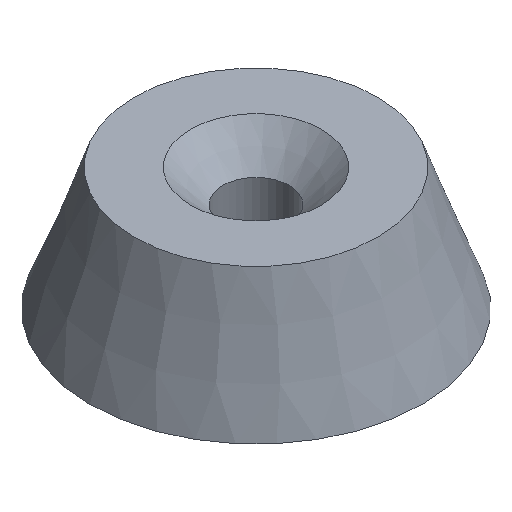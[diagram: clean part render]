
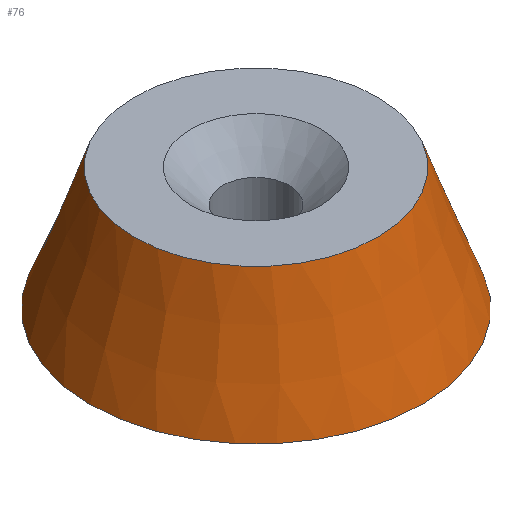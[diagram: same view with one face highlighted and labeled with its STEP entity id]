
A CAD part, isometric view. The second image highlights one B-rep face of the part: STEP entity #76.
In plain terms, the highlighted conical face has half-angle 20 degrees and reference radius 9.5 mm.
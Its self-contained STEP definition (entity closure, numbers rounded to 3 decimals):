
#22=FACE_OUTER_BOUND('',#27,.T.);
#27=EDGE_LOOP('',(#64,#65,#66,#67));
#34=LINE('',#143,#37);
#37=VECTOR('',#121,9.5);
#41=CIRCLE('',#99,6.952);
#42=CIRCLE('',#100,9.5);
#46=VERTEX_POINT('',#140);
#47=VERTEX_POINT('',#142);
#53=EDGE_CURVE('',#46,#46,#41,.T.);
#54=EDGE_CURVE('',#46,#47,#34,.T.);
#55=EDGE_CURVE('',#47,#47,#42,.T.);
#64=ORIENTED_EDGE('',*,*,#53,.T.);
#65=ORIENTED_EDGE('',*,*,#54,.T.);
#66=ORIENTED_EDGE('',*,*,#55,.T.);
#67=ORIENTED_EDGE('',*,*,#54,.F.);
#73=CONICAL_SURFACE('',#98,9.5,0.349);
#76=ADVANCED_FACE('',(#22),#73,.T.);
#98=AXIS2_PLACEMENT_3D('',#139,#117,#118);
#99=AXIS2_PLACEMENT_3D('',#141,#119,#120);
#100=AXIS2_PLACEMENT_3D('',#144,#122,#123);
#117=DIRECTION('center_axis',(0.,0.,-1.));
#118=DIRECTION('ref_axis',(1.,0.,0.));
#119=DIRECTION('center_axis',(0.,0.,-1.));
#120=DIRECTION('ref_axis',(1.,0.,0.));
#121=DIRECTION('',(-0.342,0.,-0.94));
#122=DIRECTION('center_axis',(0.,0.,1.));
#123=DIRECTION('ref_axis',(1.,0.,0.));
#139=CARTESIAN_POINT('Origin',(9.538,9.576,0.));
#140=CARTESIAN_POINT('',(2.586,9.576,7.));
#141=CARTESIAN_POINT('Origin',(9.538,9.576,7.));
#142=CARTESIAN_POINT('',(0.038,9.576,0.));
#143=CARTESIAN_POINT('',(0.038,9.576,0.));
#144=CARTESIAN_POINT('Origin',(9.538,9.576,0.));
